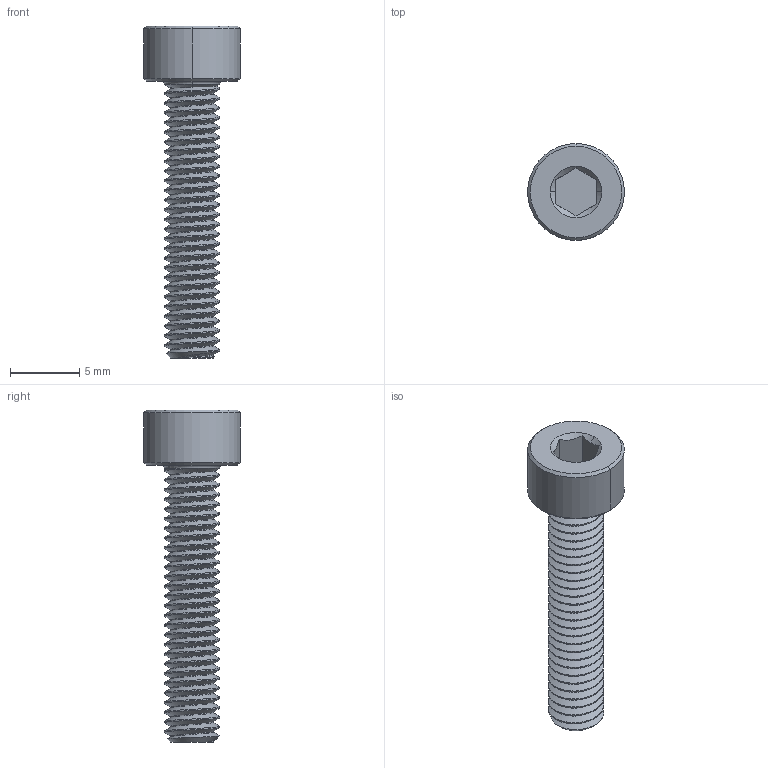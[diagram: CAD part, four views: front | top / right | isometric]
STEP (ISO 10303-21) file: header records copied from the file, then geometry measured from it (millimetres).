
FILE_DESCRIPTION (( 'STEP AP203' ), '1' );
FILE_NAME ('91290A168_Alloy Steel Socket Head Screw.STEP', '2023-01-11T17:17:31', ( 'Administrator' ), ( 'Managed by Terraform' ), 'SwSTEP 2.0', 'SolidWorks 2017', '' );
FILE_SCHEMA (( 'CONFIG_CONTROL_DESIGN' ));
Length unit declared in the file: millimetre
Products named in the file (1): 91290A168_Alloy Steel Socket Head Screw
Bounding box: 7 x 7 x 24 mm (x, y, z)
Volume: 328.3 mm3; surface area: 570.8 mm2
Topology: 1 solids, 1 shells, 85 faces, 233 edges, 152 vertices
Faces by surface type: cylinder 58, cone 12, plane 10, bspline 3, torus 2
Entity records: 5978 total; most frequent: CARTESIAN_POINT 4114, ORIENTED_EDGE 466, DIRECTION 289, EDGE_CURVE 233, VERTEX_POINT 152, AXIS2_PLACEMENT_3D 105, EDGE_LOOP 87, ADVANCED_FACE 85
